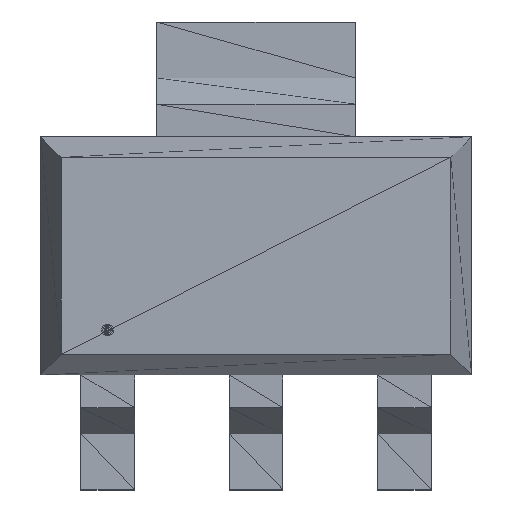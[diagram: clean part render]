
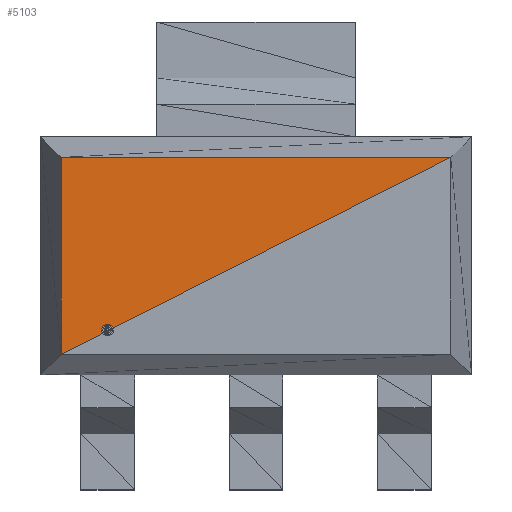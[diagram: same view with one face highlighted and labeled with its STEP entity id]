
A CAD part, top view. The second image highlights one B-rep face of the part: STEP entity #5103.
In plain terms, the highlighted planar face has unit normal (0, 0, 1).
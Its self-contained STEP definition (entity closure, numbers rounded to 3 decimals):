
#5077=CARTESIAN_POINT('',(-3.032,-1.533,1.702));
#5076=VERTEX_POINT('',#5077);
#5085=CARTESIAN_POINT('',(3.032,1.533,1.702));
#5084=VERTEX_POINT('',#5085);
#5093=EDGE_CURVE('',#5076,#5084,#5098,.T.);
#5098=LINE('',#5077,#5100);
#5100=VECTOR('',#5101,6.795);
#5101=DIRECTION('',(0.892,0.451,0.0));
#5103=ADVANCED_FACE('',(#5109),#5104,.T.);
#5104=PLANE('',#5105);
#5105=AXIS2_PLACEMENT_3D('',#5106,#5107,#5108);
#5106=CARTESIAN_POINT('',(-3.032,1.533,1.702));
#5107=DIRECTION('',(0.0,0.0,1.0));
#5108=DIRECTION('',(0.,1.,0.));
#5109=FACE_OUTER_BOUND('',#5110,.T.);
#5110=EDGE_LOOP('',(#5111,#5121,#5131));
#5116=CARTESIAN_POINT('',(-3.032,1.533,1.702));
#5115=VERTEX_POINT('',#5116);
#5112=EDGE_CURVE('',#5076,#5115,#5117,.T.);
#5117=LINE('',#5077,#5119);
#5119=VECTOR('',#5120,3.066);
#5120=DIRECTION('',(0.0,1.0,0.0));
#5111=ORIENTED_EDGE('',*,*,#5112,.F.);
#5121=ORIENTED_EDGE('',*,*,#5093,.T.);
#5132=EDGE_CURVE('',#5115,#5084,#5137,.T.);
#5137=LINE('',#5116,#5139);
#5139=VECTOR('',#5140,6.064);
#5140=DIRECTION('',(1.0,0.0,0.0));
#5131=ORIENTED_EDGE('',*,*,#5132,.F.);
